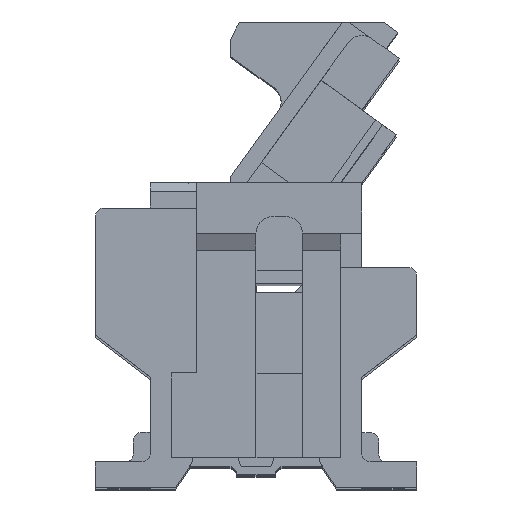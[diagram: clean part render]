
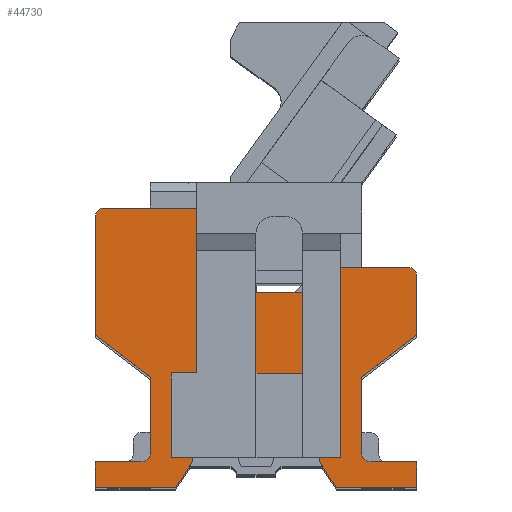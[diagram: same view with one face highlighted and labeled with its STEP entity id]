
A CAD part, top view. The second image highlights one B-rep face of the part: STEP entity #44730.
In plain terms, the highlighted planar face has unit normal (0, 0, 1).
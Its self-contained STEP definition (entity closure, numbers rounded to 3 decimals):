
#600=CARTESIAN_POINT('',(0.9,-0.35,-1.51));
#610=VERTEX_POINT('',#600);
#640=CARTESIAN_POINT('',(-1.7,-0.35,-1.51));
#650=DIRECTION('',(1.,0.,0.));
#660=VECTOR('',#650,1.);
#670=LINE('',#640,#660);
#680=CARTESIAN_POINT('',(0.35,-0.35,-1.51));
#690=VERTEX_POINT('',#680);
#700=EDGE_CURVE('',#690,#610,#670,.T.);
#2940=CARTESIAN_POINT('',(-0.25,-0.35,-1.51));
#2950=VERTEX_POINT('',#2940);
#3000=CARTESIAN_POINT('',(-0.05,-0.65,-1.51));
#3010=DIRECTION('',(-0.555,0.832,0.));
#3020=VECTOR('',#3010,1.);
#3030=LINE('',#3000,#3020);
#3040=CARTESIAN_POINT('',(-0.05,-0.65,-1.51));
#3050=VERTEX_POINT('',#3040);
#3060=EDGE_CURVE('',#3050,#2950,#3030,.T.);
#4220=CARTESIAN_POINT('',(-0.25,-0.3,-1.51));
#4230=VERTEX_POINT('',#4220);
#4260=CARTESIAN_POINT('',(-0.25,-0.3,-1.51));
#4270=DIRECTION('',(0.,1.,0.));
#4280=VECTOR('',#4270,1.);
#4290=LINE('',#4260,#4280);
#4300=EDGE_CURVE('',#2950,#4230,#4290,.T.);
#4710=CARTESIAN_POINT('',(-1.75,-0.3,-1.51));
#4720=VERTEX_POINT('',#4710);
#4750=CARTESIAN_POINT('',(-1.634,-0.3,-1.51));
#4760=DIRECTION('',(1.,0.,0.));
#4770=VECTOR('',#4760,1.);
#4780=LINE('',#4750,#4770);
#4790=CARTESIAN_POINT('',(-2.,-0.3,-1.51));
#4800=VERTEX_POINT('',#4790);
#4810=EDGE_CURVE('',#4800,#4720,#4780,.T.);
#5350=CARTESIAN_POINT('',(0.,-0.3,-1.51));
#5360=VERTEX_POINT('',#5350);
#5390=EDGE_CURVE('',#4230,#5360,#4780,.T.);
#7520=CARTESIAN_POINT('',(-1.7,-0.65,-1.51));
#7530=DIRECTION('',(1.,0.,0.));
#7540=VECTOR('',#7530,1.);
#7550=LINE('',#7520,#7540);
#7560=CARTESIAN_POINT('',(0.9,-0.65,-1.51));
#7570=VERTEX_POINT('',#7560);
#7580=EDGE_CURVE('',#3050,#7570,#7550,.T.);
#13950=CARTESIAN_POINT('',(-1.95,-0.65,-1.51));
#13960=VERTEX_POINT('',#13950);
#13990=CARTESIAN_POINT('',(-1.95,-0.65,-1.51));
#14000=DIRECTION('',(0.555,0.832,0.));
#14010=VECTOR('',#14000,1.);
#14020=LINE('',#13990,#14010);
#14030=CARTESIAN_POINT('',(-1.75,-0.35,-1.51));
#14040=VERTEX_POINT('',#14030);
#14050=EDGE_CURVE('',#13960,#14040,#14020,.T.);
#15630=CARTESIAN_POINT('',(-2.9,-0.65,-1.51));
#15640=VERTEX_POINT('',#15630);
#15690=CARTESIAN_POINT('',(-0.3,-0.65,-1.51));
#15700=DIRECTION('',(-1.,0.,0.));
#15710=VECTOR('',#15700,1.);
#15720=LINE('',#15690,#15710);
#15730=EDGE_CURVE('',#13960,#15640,#15720,.T.);
#18310=CARTESIAN_POINT('',(0.35,-0.25,-1.51));
#18320=DIRECTION('',(0.,0.,1.));
#18330=DIRECTION('',(1.,0.,0.));
#18340=AXIS2_PLACEMENT_3D('',#18310,#18320,#18330);
#18350=CIRCLE('',#18340,0.1);
#18360=CARTESIAN_POINT('',(0.25,-0.25,-1.51));
#18370=VERTEX_POINT('',#18360);
#18380=EDGE_CURVE('',#18370,#690,#18350,.T.);
#35940=CARTESIAN_POINT('',(-1.45,2.65,-1.51));
#35950=VERTEX_POINT('',#35940);
#35980=CARTESIAN_POINT('',(-0.3,2.65,-1.51));
#35990=DIRECTION('',(-1.,0.,0.));
#36000=VECTOR('',#35990,1.);
#36010=LINE('',#35980,#36000);
#36020=CARTESIAN_POINT('',(-2.8,2.65,-1.51));
#36030=VERTEX_POINT('',#36020);
#36040=EDGE_CURVE('',#35950,#36030,#36010,.T.);
#36560=CARTESIAN_POINT('',(-2.35,-0.35,-1.51));
#36570=VERTEX_POINT('',#36560);
#36600=CARTESIAN_POINT('',(-0.3,-0.35,-1.51));
#36610=DIRECTION('',(-1.,0.,0.));
#36620=VECTOR('',#36610,1.);
#36630=LINE('',#36600,#36620);
#36640=CARTESIAN_POINT('',(-2.9,-0.35,-1.51));
#36650=VERTEX_POINT('',#36640);
#36660=EDGE_CURVE('',#36570,#36650,#36630,.T.);
#38400=CARTESIAN_POINT('',(-2.25,-0.25,-1.51));
#38410=VERTEX_POINT('',#38400);
#38440=CARTESIAN_POINT('',(-2.35,-0.25,-1.51));
#38450=DIRECTION('',(0.,0.,-1.));
#38460=DIRECTION('',(-1.,0.,0.));
#38470=AXIS2_PLACEMENT_3D('',#38440,#38450,#38460);
#38480=CIRCLE('',#38470,0.1);
#38490=EDGE_CURVE('',#38410,#36570,#38480,.T.);
#41710=CARTESIAN_POINT('',(-2.,0.354,-1.51));
#41720=DIRECTION('',(0.,1.,0.));
#41730=VECTOR('',#41720,1.);
#41740=LINE('',#41710,#41730);
#41750=CARTESIAN_POINT('',(-2.,0.7,-1.51));
#41760=VERTEX_POINT('',#41750);
#41770=EDGE_CURVE('',#4800,#41760,#41740,.T.);
#43000=CARTESIAN_POINT('',(0.151,1.185,-1.51));
#43010=DIRECTION('',(0.,0.,1.));
#43020=DIRECTION('',(1.,0.,0.));
#43030=AXIS2_PLACEMENT_3D('',#43000,#43010,#43020);
#43040=PLANE('',#43030);
#43050=CARTESIAN_POINT('',(-2.9,-0.3,-1.51));
#43060=DIRECTION('',(0.,1.,0.));
#43070=VECTOR('',#43060,1.);
#43080=LINE('',#43050,#43070);
#43090=CARTESIAN_POINT('',(-2.9,1.15,-1.51));
#43100=VERTEX_POINT('',#43090);
#43110=CARTESIAN_POINT('',(-2.9,2.55,-1.51));
#43120=VERTEX_POINT('',#43110);
#43130=EDGE_CURVE('',#43100,#43120,#43080,.T.);
#43140=ORIENTED_EDGE('',*,*,#43130,.F.);
#43150=CARTESIAN_POINT('',(-2.8,2.55,-1.51));
#43160=DIRECTION('',(0.,0.,-1.));
#43170=DIRECTION('',(-1.,0.,0.));
#43180=AXIS2_PLACEMENT_3D('',#43150,#43160,#43170);
#43190=CIRCLE('',#43180,0.1);
#43200=EDGE_CURVE('',#43120,#36030,#43190,.T.);
#43210=ORIENTED_EDGE('',*,*,#43200,.F.);
#43220=ORIENTED_EDGE('',*,*,#36040,.T.);
#43230=CARTESIAN_POINT('',(-1.45,-0.3,-1.51));
#43240=DIRECTION('',(0.,1.,0.));
#43250=VECTOR('',#43240,1.);
#43260=LINE('',#43230,#43250);
#43270=CARTESIAN_POINT('',(-1.45,1.75,-1.51));
#43280=VERTEX_POINT('',#43270);
#43290=EDGE_CURVE('',#43280,#35950,#43260,.T.);
#43300=ORIENTED_EDGE('',*,*,#43290,.T.);
#43310=CARTESIAN_POINT('',(-1.35,1.75,-1.51));
#43320=DIRECTION('',(0.,0.,-1.));
#43330=DIRECTION('',(-1.,0.,0.));
#43340=AXIS2_PLACEMENT_3D('',#43310,#43320,#43330);
#43350=CIRCLE('',#43340,0.1);
#43360=CARTESIAN_POINT('',(-1.35,1.65,-1.51));
#43370=VERTEX_POINT('',#43360);
#43380=EDGE_CURVE('',#43370,#43280,#43350,.T.);
#43390=ORIENTED_EDGE('',*,*,#43380,.T.);
#43400=CARTESIAN_POINT('',(-0.3,1.65,-1.51));
#43410=DIRECTION('',(-1.,0.,0.));
#43420=VECTOR('',#43410,1.);
#43430=LINE('',#43400,#43420);
#43440=CARTESIAN_POINT('',(-0.3,1.65,-1.51));
#43450=VERTEX_POINT('',#43440);
#43460=EDGE_CURVE('',#43450,#43370,#43430,.T.);
#43470=ORIENTED_EDGE('',*,*,#43460,.T.);
#43480=CARTESIAN_POINT('',(-0.3,1.75,-1.51));
#43490=DIRECTION('',(0.,0.,-1.));
#43500=DIRECTION('',(-1.,0.,0.));
#43510=AXIS2_PLACEMENT_3D('',#43480,#43490,#43500);
#43520=CIRCLE('',#43510,0.1);
#43530=CARTESIAN_POINT('',(-0.2,1.75,-1.51));
#43540=VERTEX_POINT('',#43530);
#43550=EDGE_CURVE('',#43540,#43450,#43520,.T.);
#43560=ORIENTED_EDGE('',*,*,#43550,.T.);
#43570=CARTESIAN_POINT('',(-0.2,-0.3,-1.51));
#43580=DIRECTION('',(0.,1.,0.));
#43590=VECTOR('',#43580,1.);
#43600=LINE('',#43570,#43590);
#43610=CARTESIAN_POINT('',(-0.2,1.85,-1.51));
#43620=VERTEX_POINT('',#43610);
#43630=EDGE_CURVE('',#43540,#43620,#43600,.T.);
#43640=ORIENTED_EDGE('',*,*,#43630,.F.);
#43650=CARTESIAN_POINT('',(-0.1,1.85,-1.51));
#43660=DIRECTION('',(0.,0.,-1.));
#43670=DIRECTION('',(-1.,0.,0.));
#43680=AXIS2_PLACEMENT_3D('',#43650,#43660,#43670);
#43690=CIRCLE('',#43680,0.1);
#43700=CARTESIAN_POINT('',(-0.1,1.95,-1.51));
#43710=VERTEX_POINT('',#43700);
#43720=EDGE_CURVE('',#43620,#43710,#43690,.T.);
#43730=ORIENTED_EDGE('',*,*,#43720,.F.);
#43740=CARTESIAN_POINT('',(-0.3,1.95,-1.51));
#43750=DIRECTION('',(-1.,0.,0.));
#43760=VECTOR('',#43750,1.);
#43770=LINE('',#43740,#43760);
#43780=CARTESIAN_POINT('',(0.8,1.95,-1.51));
#43790=VERTEX_POINT('',#43780);
#43800=EDGE_CURVE('',#43790,#43710,#43770,.T.);
#43810=ORIENTED_EDGE('',*,*,#43800,.T.);
#43820=CARTESIAN_POINT('',(0.8,1.85,-1.51));
#43830=DIRECTION('',(0.,0.,-1.));
#43840=DIRECTION('',(-1.,0.,0.));
#43850=AXIS2_PLACEMENT_3D('',#43820,#43830,#43840);
#43860=CIRCLE('',#43850,0.1);
#43870=CARTESIAN_POINT('',(0.9,1.85,-1.51));
#43880=VERTEX_POINT('',#43870);
#43890=EDGE_CURVE('',#43790,#43880,#43860,.T.);
#43900=ORIENTED_EDGE('',*,*,#43890,.F.);
#43910=CARTESIAN_POINT('',(0.9,-0.3,-1.51));
#43920=DIRECTION('',(0.,1.,0.));
#43930=VECTOR('',#43920,1.);
#43940=LINE('',#43910,#43930);
#43950=CARTESIAN_POINT('',(0.9,1.15,-1.51));
#43960=VERTEX_POINT('',#43950);
#43970=EDGE_CURVE('',#43960,#43880,#43940,.T.);
#43980=ORIENTED_EDGE('',*,*,#43970,.T.);
#43990=CARTESIAN_POINT('',(0.25,0.65,-1.51));
#44000=DIRECTION('',(0.793,0.61,0.));
#44010=VECTOR('',#44000,1.);
#44020=LINE('',#43990,#44010);
#44030=CARTESIAN_POINT('',(0.25,0.65,-1.51));
#44040=VERTEX_POINT('',#44030);
#44050=EDGE_CURVE('',#44040,#43960,#44020,.T.);
#44060=ORIENTED_EDGE('',*,*,#44050,.T.);
#44070=CARTESIAN_POINT('',(0.25,-0.3,-1.51));
#44080=DIRECTION('',(0.,1.,0.));
#44090=VECTOR('',#44080,1.);
#44100=LINE('',#44070,#44090);
#44110=EDGE_CURVE('',#18370,#44040,#44100,.T.);
#44120=ORIENTED_EDGE('',*,*,#44110,.T.);
#44130=ORIENTED_EDGE('',*,*,#18380,.F.);
#44140=ORIENTED_EDGE('',*,*,#700,.F.);
#44150=CARTESIAN_POINT('',(0.9,-0.3,-1.51));
#44160=DIRECTION('',(0.,1.,0.));
#44170=VECTOR('',#44160,1.);
#44180=LINE('',#44150,#44170);
#44190=EDGE_CURVE('',#7570,#610,#44180,.T.);
#44200=ORIENTED_EDGE('',*,*,#44190,.T.);
#44210=ORIENTED_EDGE('',*,*,#7580,.T.);
#44220=ORIENTED_EDGE('',*,*,#3060,.F.);
#44230=ORIENTED_EDGE('',*,*,#4300,.F.);
#44240=ORIENTED_EDGE('',*,*,#5390,.F.);
#44250=CARTESIAN_POINT('',(0.,0.354,-1.51));
#44260=DIRECTION('',(0.,-1.,0.));
#44270=VECTOR('',#44260,1.);
#44280=LINE('',#44250,#44270);
#44290=CARTESIAN_POINT('',(0.,0.7,-1.51));
#44300=VERTEX_POINT('',#44290);
#44310=EDGE_CURVE('',#44300,#5360,#44280,.T.);
#44320=ORIENTED_EDGE('',*,*,#44310,.T.);
#44330=CARTESIAN_POINT('',(-1.634,0.7,-1.51));
#44340=DIRECTION('',(1.,0.,0.));
#44350=VECTOR('',#44340,1.);
#44360=LINE('',#44330,#44350);
#44370=EDGE_CURVE('',#41760,#44300,#44360,.T.);
#44380=ORIENTED_EDGE('',*,*,#44370,.T.);
#44390=ORIENTED_EDGE('',*,*,#41770,.T.);
#44400=ORIENTED_EDGE('',*,*,#4810,.F.);
#44410=CARTESIAN_POINT('',(-1.75,-0.3,-1.51));
#44420=DIRECTION('',(0.,1.,0.));
#44430=VECTOR('',#44420,1.);
#44440=LINE('',#44410,#44430);
#44450=EDGE_CURVE('',#14040,#4720,#44440,.T.);
#44460=ORIENTED_EDGE('',*,*,#44450,.T.);
#44470=ORIENTED_EDGE('',*,*,#14050,.T.);
#44480=ORIENTED_EDGE('',*,*,#15730,.F.);
#44490=CARTESIAN_POINT('',(-2.9,-0.3,-1.51));
#44500=DIRECTION('',(0.,1.,0.));
#44510=VECTOR('',#44500,1.);
#44520=LINE('',#44490,#44510);
#44530=EDGE_CURVE('',#15640,#36650,#44520,.T.);
#44540=ORIENTED_EDGE('',*,*,#44530,.F.);
#44550=ORIENTED_EDGE('',*,*,#36660,.T.);
#44560=ORIENTED_EDGE('',*,*,#38490,.T.);
#44570=CARTESIAN_POINT('',(-2.25,-0.3,-1.51));
#44580=DIRECTION('',(0.,1.,0.));
#44590=VECTOR('',#44580,1.);
#44600=LINE('',#44570,#44590);
#44610=CARTESIAN_POINT('',(-2.25,0.65,-1.51));
#44620=VERTEX_POINT('',#44610);
#44630=EDGE_CURVE('',#38410,#44620,#44600,.T.);
#44640=ORIENTED_EDGE('',*,*,#44630,.F.);
#44650=CARTESIAN_POINT('',(-2.25,0.65,-1.51));
#44660=DIRECTION('',(-0.793,0.61,0.));
#44670=VECTOR('',#44660,1.);
#44680=LINE('',#44650,#44670);
#44690=EDGE_CURVE('',#44620,#43100,#44680,.T.);
#44700=ORIENTED_EDGE('',*,*,#44690,.F.);
#44710=EDGE_LOOP('',(#44700,#44640,#44560,#44550,#44540,#44480,#44470,
#44460,#44400,#44390,#44380,#44320,#44240,#44230,#44220,#44210,#44200,
#44140,#44130,#44120,#44060,#43980,#43900,#43810,#43730,#43640,#43560,
#43470,#43390,#43300,#43220,#43210,#43140));
#44720=FACE_OUTER_BOUND('',#44710,.T.);
#44730=ADVANCED_FACE('',(#44720),#43040,.T.);
